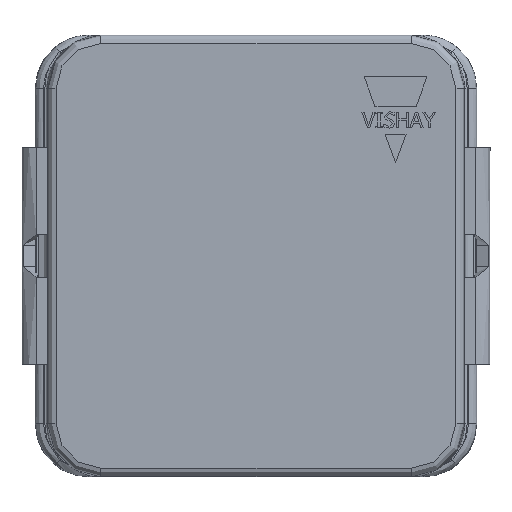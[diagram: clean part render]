
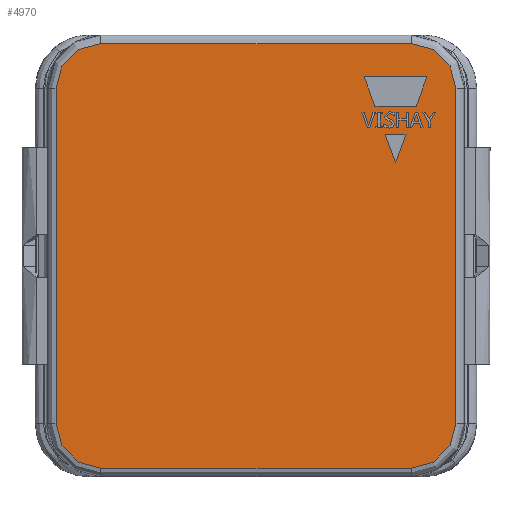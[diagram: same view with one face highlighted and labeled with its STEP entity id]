
A CAD part, top view. The second image highlights one B-rep face of the part: STEP entity #4970.
In plain terms, the highlighted face is planar.
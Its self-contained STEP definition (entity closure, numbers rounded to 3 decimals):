
#276=CIRCLE('',#5347,0.525);
#280=CIRCLE('',#5353,0.525);
#283=CIRCLE('',#5358,0.525);
#286=CIRCLE('',#5363,0.525);
#666=FACE_OUTER_BOUND('',#942,.T.);
#942=EDGE_LOOP('',(#3990,#3991,#3992,#3993,#3994,#3995,#3996,#3997));
#1318=LINE('',#8265,#1800);
#1319=LINE('',#8273,#1801);
#1321=LINE('',#8282,#1803);
#1323=LINE('',#8289,#1805);
#1800=VECTOR('',#6202,3.642);
#1801=VECTOR('',#6213,3.93);
#1803=VECTOR('',#6225,3.642);
#1805=VECTOR('',#6235,3.93);
#2318=VERTEX_POINT('',#8256);
#2319=VERTEX_POINT('',#8258);
#2320=VERTEX_POINT('',#8262);
#2321=VERTEX_POINT('',#8267);
#2322=VERTEX_POINT('',#8271);
#2323=VERTEX_POINT('',#8275);
#2324=VERTEX_POINT('',#8279);
#2325=VERTEX_POINT('',#8284);
#2914=EDGE_CURVE('',#2318,#2319,#276,.T.);
#2918=EDGE_CURVE('',#2319,#2320,#1318,.T.);
#2920=EDGE_CURVE('',#2320,#2321,#280,.T.);
#2922=EDGE_CURVE('',#2321,#2322,#1319,.T.);
#2924=EDGE_CURVE('',#2322,#2323,#283,.T.);
#2927=EDGE_CURVE('',#2323,#2324,#1321,.T.);
#2929=EDGE_CURVE('',#2324,#2325,#286,.T.);
#2931=EDGE_CURVE('',#2325,#2318,#1323,.T.);
#3990=ORIENTED_EDGE('',*,*,#2914,.F.);
#3991=ORIENTED_EDGE('',*,*,#2931,.F.);
#3992=ORIENTED_EDGE('',*,*,#2929,.F.);
#3993=ORIENTED_EDGE('',*,*,#2927,.F.);
#3994=ORIENTED_EDGE('',*,*,#2924,.F.);
#3995=ORIENTED_EDGE('',*,*,#2922,.F.);
#3996=ORIENTED_EDGE('',*,*,#2920,.F.);
#3997=ORIENTED_EDGE('',*,*,#2918,.F.);
#4728=PLANE('',#5367);
#4970=ADVANCED_FACE('',(#666),#4728,.T.);
#5347=AXIS2_PLACEMENT_3D('',#8259,#6193,#6194);
#5353=AXIS2_PLACEMENT_3D('',#8269,#6207,#6208);
#5358=AXIS2_PLACEMENT_3D('',#8277,#6218,#6219);
#5363=AXIS2_PLACEMENT_3D('',#8286,#6230,#6231);
#5367=AXIS2_PLACEMENT_3D('',#8299,#6245,#6246);
#6193=DIRECTION('center_axis',(0.,-1.,0.));
#6194=DIRECTION('ref_axis',(0.707,0.,0.707));
#6202=DIRECTION('',(-1.,0.,0.));
#6207=DIRECTION('center_axis',(0.,-1.,0.));
#6208=DIRECTION('ref_axis',(-0.707,0.,0.707));
#6213=DIRECTION('',(0.,0.,-1.));
#6218=DIRECTION('center_axis',(0.,-1.,0.));
#6219=DIRECTION('ref_axis',(-0.707,0.,-0.707));
#6225=DIRECTION('',(1.,0.,0.));
#6230=DIRECTION('center_axis',(0.,-1.,0.));
#6231=DIRECTION('ref_axis',(0.707,0.,-0.707));
#6235=DIRECTION('',(0.,0.,1.));
#6245=DIRECTION('center_axis',(0.,1.,0.));
#6246=DIRECTION('ref_axis',(0.,0.,1.));
#8256=CARTESIAN_POINT('',(3.07,4.428,8.053));
#8258=CARTESIAN_POINT('',(2.546,4.428,8.578));
#8259=CARTESIAN_POINT('Origin',(2.546,4.428,8.053));
#8262=CARTESIAN_POINT('',(-1.097,4.428,8.578));
#8265=CARTESIAN_POINT('',(-1.16,4.428,8.578));
#8267=CARTESIAN_POINT('',(-1.622,4.428,8.053));
#8269=CARTESIAN_POINT('Origin',(-1.097,4.428,8.053));
#8271=CARTESIAN_POINT('',(-1.622,4.428,4.123));
#8273=CARTESIAN_POINT('',(-1.622,4.428,4.14));
#8275=CARTESIAN_POINT('',(-1.097,4.428,3.598));
#8277=CARTESIAN_POINT('Origin',(-1.097,4.428,4.123));
#8279=CARTESIAN_POINT('',(2.546,4.428,3.598));
#8282=CARTESIAN_POINT('',(-1.16,4.428,3.598));
#8284=CARTESIAN_POINT('',(3.07,4.428,4.123));
#8286=CARTESIAN_POINT('Origin',(2.546,4.428,4.123));
#8289=CARTESIAN_POINT('',(3.07,4.428,4.14));
#8299=CARTESIAN_POINT('Origin',(-1.097,4.428,4.14));
